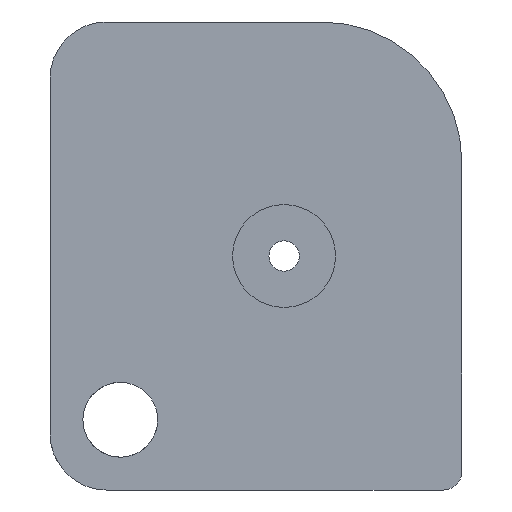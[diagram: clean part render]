
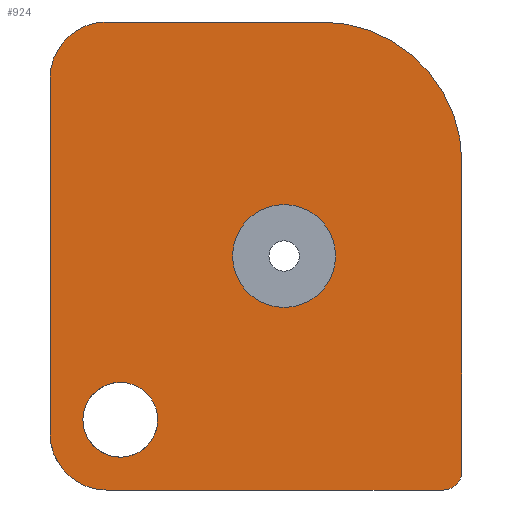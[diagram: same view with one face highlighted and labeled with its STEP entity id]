
A CAD part, left-side view. The second image highlights one B-rep face of the part: STEP entity #924.
In plain terms, the highlighted planar face has unit normal (-1, 0, 0).
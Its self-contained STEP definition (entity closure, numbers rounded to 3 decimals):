
#55=CIRCLE('',#964,6.);
#56=CIRCLE('',#966,4.);
#60=CIRCLE('',#983,5.5);
#61=CIRCLE('',#984,2.);
#62=CIRCLE('',#985,15.);
#63=CIRCLE('',#986,6.);
#138=ORIENTED_EDGE('',*,*,#316,.T.);
#139=ORIENTED_EDGE('',*,*,#291,.F.);
#140=ORIENTED_EDGE('',*,*,#317,.T.);
#141=ORIENTED_EDGE('',*,*,#318,.T.);
#142=ORIENTED_EDGE('',*,*,#282,.F.);
#143=ORIENTED_EDGE('',*,*,#319,.T.);
#144=ORIENTED_EDGE('',*,*,#312,.F.);
#145=ORIENTED_EDGE('',*,*,#320,.T.);
#146=ORIENTED_EDGE('',*,*,#321,.T.);
#147=ORIENTED_EDGE('',*,*,#286,.T.);
#282=EDGE_CURVE('',#373,#366,#434,.T.);
#286=EDGE_CURVE('',#378,#377,#55,.F.);
#291=EDGE_CURVE('',#382,#382,#56,.F.);
#312=EDGE_CURVE('',#397,#398,#448,.T.);
#316=EDGE_CURVE('',#400,#400,#60,.T.);
#317=EDGE_CURVE('',#377,#401,#452,.T.);
#318=EDGE_CURVE('',#401,#366,#61,.F.);
#319=EDGE_CURVE('',#373,#398,#62,.F.);
#320=EDGE_CURVE('',#397,#402,#63,.F.);
#321=EDGE_CURVE('',#402,#378,#453,.T.);
#366=VERTEX_POINT('',#1257);
#373=VERTEX_POINT('',#1271);
#377=VERTEX_POINT('',#1280);
#378=VERTEX_POINT('',#1282);
#382=VERTEX_POINT('',#1304);
#397=VERTEX_POINT('',#1343);
#398=VERTEX_POINT('',#1345);
#400=VERTEX_POINT('',#1352);
#401=VERTEX_POINT('',#1354);
#402=VERTEX_POINT('',#1358);
#434=LINE('',#1272,#482);
#448=LINE('',#1344,#496);
#452=LINE('',#1353,#500);
#453=LINE('',#1359,#501);
#482=VECTOR('',#1057,1000.);
#496=VECTOR('',#1111,1000.);
#500=VECTOR('',#1119,1000.);
#501=VECTOR('',#1126,1000.);
#530=EDGE_LOOP('',(#138));
#531=EDGE_LOOP('',(#139));
#532=EDGE_LOOP('',(#140,#141,#142,#143,#144,#145,#146,#147));
#590=FACE_BOUND('',#530,.T.);
#591=FACE_BOUND('',#531,.T.);
#592=FACE_BOUND('',#532,.T.);
#644=PLANE('',#982);
#924=ADVANCED_FACE('',(#590,#591,#592),#644,.F.);
#964=AXIS2_PLACEMENT_3D('',#1281,#1064,#1065);
#966=AXIS2_PLACEMENT_3D('',#1303,#1070,#1071);
#982=AXIS2_PLACEMENT_3D('',#1350,#1115,#1116);
#983=AXIS2_PLACEMENT_3D('',#1351,#1117,#1118);
#984=AXIS2_PLACEMENT_3D('',#1355,#1120,#1121);
#985=AXIS2_PLACEMENT_3D('',#1356,#1122,#1123);
#986=AXIS2_PLACEMENT_3D('',#1357,#1124,#1125);
#1057=DIRECTION('',(0.,0.,-1.));
#1064=DIRECTION('',(1.,0.,0.));
#1065=DIRECTION('',(0.,1.,0.));
#1070=DIRECTION('',(1.,0.,0.));
#1071=DIRECTION('',(0.,1.,0.));
#1111=DIRECTION('',(0.,-1.,0.));
#1115=DIRECTION('',(1.,0.,0.));
#1116=DIRECTION('',(0.,1.,0.));
#1117=DIRECTION('',(1.,0.,0.));
#1118=DIRECTION('',(0.,0.,-1.));
#1119=DIRECTION('',(0.,-1.,0.));
#1120=DIRECTION('',(1.,0.,0.));
#1121=DIRECTION('',(0.,1.,0.));
#1122=DIRECTION('',(1.,0.,0.));
#1123=DIRECTION('',(0.,1.,0.));
#1124=DIRECTION('',(1.,0.,0.));
#1125=DIRECTION('',(0.,1.,0.));
#1126=DIRECTION('',(0.,0.,-1.));
#1257=CARTESIAN_POINT('',(-22.,-22.,2.));
#1271=CARTESIAN_POINT('',(-22.,-22.,35.));
#1272=CARTESIAN_POINT('',(-22.,-22.,50.));
#1280=CARTESIAN_POINT('',(-22.,16.,0.));
#1281=CARTESIAN_POINT('',(-22.,16.,6.));
#1282=CARTESIAN_POINT('',(-22.,22.,6.));
#1303=CARTESIAN_POINT('',(-22.,14.5,7.5));
#1304=CARTESIAN_POINT('',(-22.,18.5,7.5));
#1343=CARTESIAN_POINT('',(-22.,16.,50.));
#1344=CARTESIAN_POINT('',(-22.,22.,50.));
#1345=CARTESIAN_POINT('',(-22.,-7.,50.));
#1350=CARTESIAN_POINT('',(-22.,22.,50.));
#1351=CARTESIAN_POINT('',(-22.,-3.,25.));
#1352=CARTESIAN_POINT('',(-22.,-3.,19.5));
#1353=CARTESIAN_POINT('',(-22.,22.,0.));
#1354=CARTESIAN_POINT('',(-22.,-20.,0.));
#1355=CARTESIAN_POINT('',(-22.,-20.,2.));
#1356=CARTESIAN_POINT('',(-22.,-7.,35.));
#1357=CARTESIAN_POINT('',(-22.,16.,44.));
#1358=CARTESIAN_POINT('',(-22.,22.,44.));
#1359=CARTESIAN_POINT('',(-22.,22.,50.));
